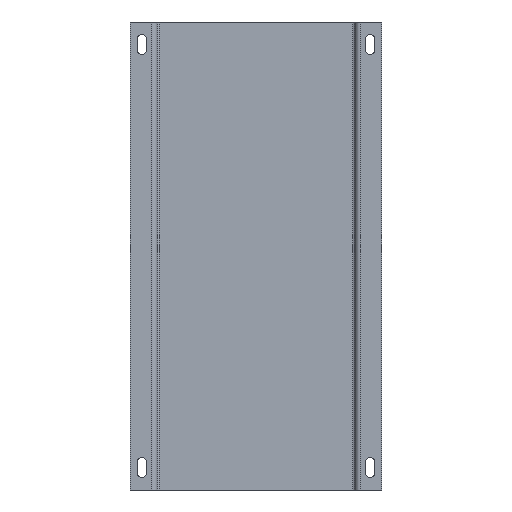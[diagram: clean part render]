
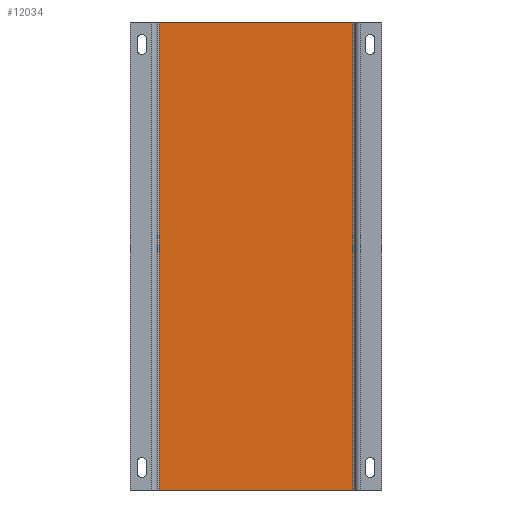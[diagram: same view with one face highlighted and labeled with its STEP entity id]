
A CAD part, front view. The second image highlights one B-rep face of the part: STEP entity #12034.
In plain terms, the highlighted planar face has unit normal (0, -1, 0).
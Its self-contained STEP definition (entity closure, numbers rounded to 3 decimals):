
#914 = FACE_OUTER_BOUND ( 'NONE', #5958, .T. ) ;
#925 = VERTEX_POINT ( 'NONE', #1076 ) ;
#1063 = ORIENTED_EDGE ( 'NONE', *, *, #14223, .T. ) ;
#1076 = CARTESIAN_POINT ( 'NONE',  ( 127., 0., 615. ) ) ;
#1587 = EDGE_CURVE ( 'NONE', #2476, #3976, #6397, .T. ) ;
#2476 = VERTEX_POINT ( 'NONE', #11888 ) ;
#2958 = VECTOR ( 'NONE', #5939, 1000. ) ;
#3089 = AXIS2_PLACEMENT_3D ( 'NONE', #6088, #13908, #12673 ) ;
#3287 = VECTOR ( 'NONE', #13515, 1000. ) ;
#3976 = VERTEX_POINT ( 'NONE', #12790 ) ;
#4321 = CARTESIAN_POINT ( 'NONE',  ( -127., 0., 615. ) ) ;
#4758 = CARTESIAN_POINT ( 'NONE',  ( 127., 0., 615. ) ) ;
#4836 = EDGE_CURVE ( 'NONE', #925, #3976, #8011, .T. ) ;
#5070 = VECTOR ( 'NONE', #6103, 1000. ) ;
#5083 = ORIENTED_EDGE ( 'NONE', *, *, #4836, .F. ) ;
#5939 = DIRECTION ( 'NONE',  ( 0., 0., -1. ) ) ;
#5958 = EDGE_LOOP ( 'NONE', ( #9318, #5083, #7543, #1063 ) ) ;
#6068 = VERTEX_POINT ( 'NONE', #4321 ) ;
#6088 = CARTESIAN_POINT ( 'NONE',  ( 127., 0., 615. ) ) ;
#6103 = DIRECTION ( 'NONE',  ( 0., 0., -1. ) ) ;
#6397 = LINE ( 'NONE', #13207, #8270 ) ;
#7087 = LINE ( 'NONE', #4758, #3287 ) ;
#7166 = CARTESIAN_POINT ( 'NONE',  ( 127., 0., 615. ) ) ;
#7311 = LINE ( 'NONE', #13715, #2958 ) ;
#7543 = ORIENTED_EDGE ( 'NONE', *, *, #8512, .F. ) ;
#8011 = LINE ( 'NONE', #7166, #5070 ) ;
#8270 = VECTOR ( 'NONE', #9769, 1000. ) ;
#8512 = EDGE_CURVE ( 'NONE', #6068, #925, #7087, .T. ) ;
#9318 = ORIENTED_EDGE ( 'NONE', *, *, #1587, .T. ) ;
#9450 = PLANE ( 'NONE',  #3089 ) ;
#9769 = DIRECTION ( 'NONE',  ( 1., 0., 0. ) ) ;
#11888 = CARTESIAN_POINT ( 'NONE',  ( -127., 0., 0. ) ) ;
#12034 = ADVANCED_FACE ( 'NONE', ( #914 ), #9450, .F. ) ;
#12673 = DIRECTION ( 'NONE',  ( -1., 0., 0. ) ) ;
#12790 = CARTESIAN_POINT ( 'NONE',  ( 127., 0., 0. ) ) ;
#13207 = CARTESIAN_POINT ( 'NONE',  ( 127., 0., 0. ) ) ;
#13515 = DIRECTION ( 'NONE',  ( 1., 0., 0. ) ) ;
#13715 = CARTESIAN_POINT ( 'NONE',  ( -127., 0., 615. ) ) ;
#13908 = DIRECTION ( 'NONE',  ( 0., 1., 0. ) ) ;
#14223 = EDGE_CURVE ( 'NONE', #6068, #2476, #7311, .T. ) ;
